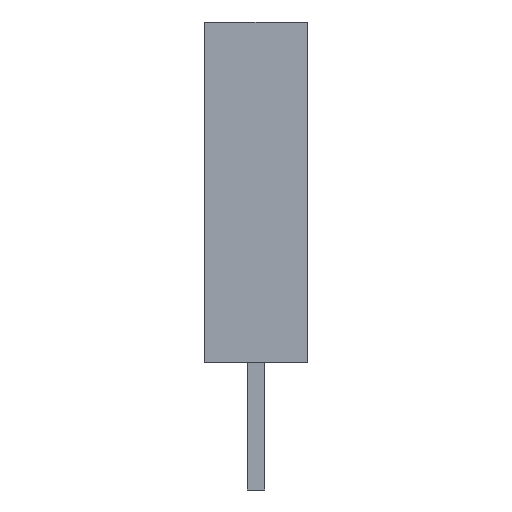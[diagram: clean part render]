
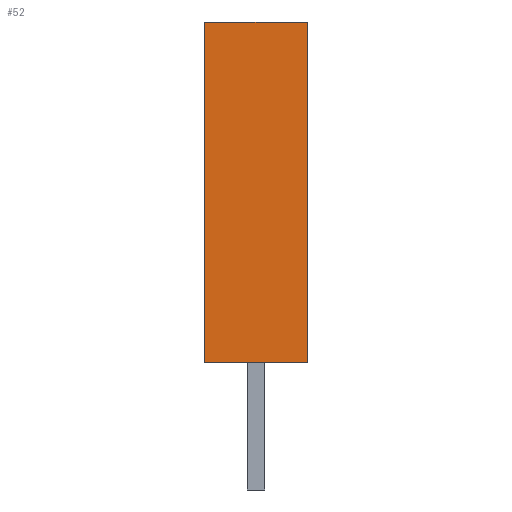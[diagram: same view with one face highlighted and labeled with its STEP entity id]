
A CAD part, front view. The second image highlights one B-rep face of the part: STEP entity #52.
In plain terms, the highlighted planar face has unit normal (0, -1, 0).
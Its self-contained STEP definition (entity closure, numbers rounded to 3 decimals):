
#13=DIRECTION('',(0.,0.,1.));
#14=DIRECTION('',(1.,0.,0.));
#28=EDGE_CURVE('',#29,#31,#33,.T.);
#29=VERTEX_POINT('',#30);
#30=CARTESIAN_POINT('',(-1.2,-7.62,0.));
#31=VERTEX_POINT('',#32);
#32=CARTESIAN_POINT('',(-1.2,-7.62,8.));
#33=LINE('',#30,#34);
#34=VECTOR('',#13,1.);
#41=DIRECTION('',(0.,1.,0.));
#52=ADVANCED_FACE('',(#53),#70,.F.);
#53=FACE_BOUND('',#54,.F.);
#54=EDGE_LOOP('',(#55,#61,#62,#67));
#55=ORIENTED_EDGE('',*,*,#56,.F.);
#56=EDGE_CURVE('',#29,#57,#59,.T.);
#57=VERTEX_POINT('',#58);
#58=CARTESIAN_POINT('',(1.2,-7.62,0.));
#59=LINE('',#30,#60);
#60=VECTOR('',#14,1.);
#61=ORIENTED_EDGE('',*,*,#28,.T.);
#62=ORIENTED_EDGE('',*,*,#63,.T.);
#63=EDGE_CURVE('',#31,#64,#66,.T.);
#64=VERTEX_POINT('',#65);
#65=CARTESIAN_POINT('',(1.2,-7.62,8.));
#66=LINE('',#32,#60);
#67=ORIENTED_EDGE('',*,*,#68,.F.);
#68=EDGE_CURVE('',#57,#64,#69,.T.);
#69=LINE('',#58,#34);
#70=PLANE('',#71);
#71=AXIS2_PLACEMENT_3D('',#30,#41,#13);
